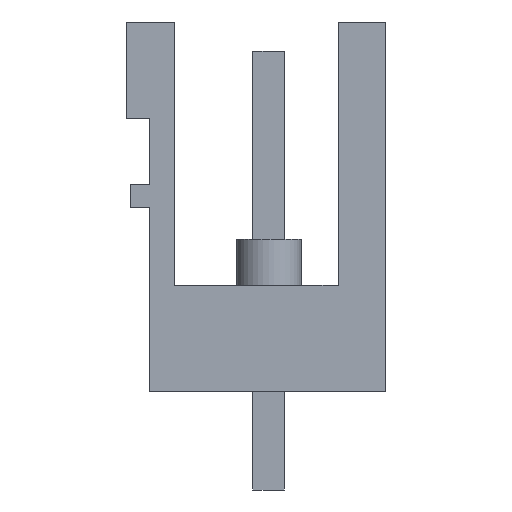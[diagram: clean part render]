
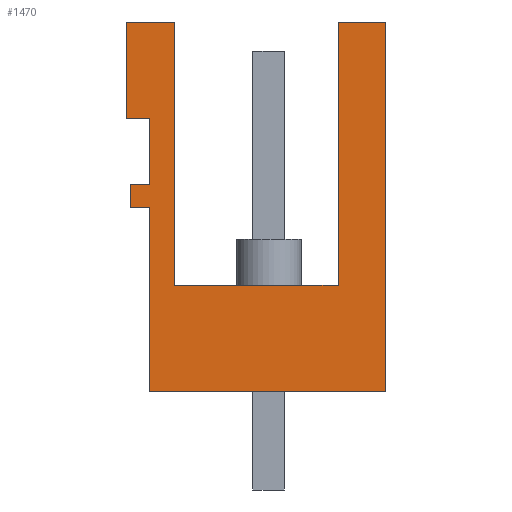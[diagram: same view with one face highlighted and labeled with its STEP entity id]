
A CAD part, left-side view. The second image highlights one B-rep face of the part: STEP entity #1470.
In plain terms, the highlighted planar face has unit normal (-1, 0, 0).
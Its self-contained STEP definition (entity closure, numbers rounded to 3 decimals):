
#1370=AXIS2_PLACEMENT_3D('Plane Axis2P3D',#1367,#1368,#1369) ;
#375=CARTESIAN_POINT('Vertex',(0.,7.68,3.2)) ;
#378=CARTESIAN_POINT('Line Origine',(0.,7.68,6.19)) ;
#382=CARTESIAN_POINT('Vertex',(0.,7.68,9.181)) ;
#1352=CARTESIAN_POINT('Vertex',(0.,0.,3.2)) ;
#1355=CARTESIAN_POINT('Line Origine',(0.,3.84,3.2)) ;
#1367=CARTESIAN_POINT('Axis2P3D Location',(0.,8.43,1.7)) ;
#1372=CARTESIAN_POINT('Line Origine',(0.,0.,9.2)) ;
#1376=CARTESIAN_POINT('Vertex',(0.,0.,15.2)) ;
#1379=CARTESIAN_POINT('Line Origine',(0.,0.775,15.2)) ;
#1383=CARTESIAN_POINT('Vertex',(0.,1.55,15.2)) ;
#1386=CARTESIAN_POINT('Line Origine',(0.,1.55,10.925)) ;
#1390=CARTESIAN_POINT('Vertex',(0.,1.55,6.65)) ;
#1393=CARTESIAN_POINT('Line Origine',(0.,4.207,6.65)) ;
#1397=CARTESIAN_POINT('Vertex',(0.,6.863,6.65)) ;
#1400=CARTESIAN_POINT('Line Origine',(0.,6.863,10.925)) ;
#1404=CARTESIAN_POINT('Vertex',(0.,6.863,15.2)) ;
#1407=CARTESIAN_POINT('Line Origine',(0.,7.647,15.2)) ;
#1411=CARTESIAN_POINT('Vertex',(0.,8.43,15.2)) ;
#1414=CARTESIAN_POINT('Line Origine',(0.,8.43,13.64)) ;
#1418=CARTESIAN_POINT('Vertex',(0.,8.43,12.08)) ;
#1421=CARTESIAN_POINT('Line Origine',(0.,8.055,12.08)) ;
#1425=CARTESIAN_POINT('Vertex',(0.,7.68,12.08)) ;
#1428=CARTESIAN_POINT('Line Origine',(0.,7.68,11.005)) ;
#1432=CARTESIAN_POINT('Vertex',(0.,7.68,9.93)) ;
#1435=CARTESIAN_POINT('Line Origine',(0.,7.99,9.93)) ;
#1439=CARTESIAN_POINT('Vertex',(0.,8.3,9.93)) ;
#1442=CARTESIAN_POINT('Line Origine',(0.,8.3,9.555)) ;
#1446=CARTESIAN_POINT('Vertex',(0.,8.3,9.181)) ;
#1449=CARTESIAN_POINT('Line Origine',(0.,7.99,9.181)) ;
#379=DIRECTION('Vector Direction',(0.,0.,-1.)) ;
#1356=DIRECTION('Vector Direction',(0.,-1.,0.)) ;
#1368=DIRECTION('Axis2P3D Direction',(-1.,0.,0.)) ;
#1369=DIRECTION('Axis2P3D XDirection',(0.,1.,0.)) ;
#1373=DIRECTION('Vector Direction',(0.,0.,1.)) ;
#1380=DIRECTION('Vector Direction',(0.,1.,0.)) ;
#1387=DIRECTION('Vector Direction',(0.,0.,-1.)) ;
#1394=DIRECTION('Vector Direction',(0.,1.,0.)) ;
#1401=DIRECTION('Vector Direction',(0.,0.,1.)) ;
#1408=DIRECTION('Vector Direction',(0.,1.,0.)) ;
#1415=DIRECTION('Vector Direction',(0.,0.,-1.)) ;
#1422=DIRECTION('Vector Direction',(0.,-1.,0.)) ;
#1429=DIRECTION('Vector Direction',(0.,0.,-1.)) ;
#1436=DIRECTION('Vector Direction',(0.,1.,0.)) ;
#1443=DIRECTION('Vector Direction',(0.,0.,-1.)) ;
#1450=DIRECTION('Vector Direction',(0.,-1.,0.)) ;
#380=VECTOR('Line Direction',#379,1.) ;
#1357=VECTOR('Line Direction',#1356,1.) ;
#1374=VECTOR('Line Direction',#1373,1.) ;
#1381=VECTOR('Line Direction',#1380,1.) ;
#1388=VECTOR('Line Direction',#1387,1.) ;
#1395=VECTOR('Line Direction',#1394,1.) ;
#1402=VECTOR('Line Direction',#1401,1.) ;
#1409=VECTOR('Line Direction',#1408,1.) ;
#1416=VECTOR('Line Direction',#1415,1.) ;
#1423=VECTOR('Line Direction',#1422,1.) ;
#1430=VECTOR('Line Direction',#1429,1.) ;
#1437=VECTOR('Line Direction',#1436,1.) ;
#1444=VECTOR('Line Direction',#1443,1.) ;
#1451=VECTOR('Line Direction',#1450,1.) ;
#1455=ORIENTED_EDGE('',*,*,#1378,.T.) ;
#1456=ORIENTED_EDGE('',*,*,#1385,.T.) ;
#1457=ORIENTED_EDGE('',*,*,#1392,.T.) ;
#1458=ORIENTED_EDGE('',*,*,#1399,.T.) ;
#1459=ORIENTED_EDGE('',*,*,#1406,.T.) ;
#1460=ORIENTED_EDGE('',*,*,#1413,.T.) ;
#1461=ORIENTED_EDGE('',*,*,#1420,.T.) ;
#1462=ORIENTED_EDGE('',*,*,#1427,.T.) ;
#1463=ORIENTED_EDGE('',*,*,#1434,.T.) ;
#1464=ORIENTED_EDGE('',*,*,#1441,.T.) ;
#1465=ORIENTED_EDGE('',*,*,#1448,.T.) ;
#1466=ORIENTED_EDGE('',*,*,#1453,.T.) ;
#1467=ORIENTED_EDGE('',*,*,#384,.T.) ;
#1468=ORIENTED_EDGE('',*,*,#1359,.T.) ;
#1470=ADVANCED_FACE('HOUSING',(#1469),#1371,.T.) ;
#384=EDGE_CURVE('',#383,#376,#381,.T.) ;
#1359=EDGE_CURVE('',#376,#1353,#1358,.T.) ;
#1378=EDGE_CURVE('',#1353,#1377,#1375,.T.) ;
#1385=EDGE_CURVE('',#1377,#1384,#1382,.T.) ;
#1392=EDGE_CURVE('',#1384,#1391,#1389,.T.) ;
#1399=EDGE_CURVE('',#1391,#1398,#1396,.T.) ;
#1406=EDGE_CURVE('',#1398,#1405,#1403,.T.) ;
#1413=EDGE_CURVE('',#1405,#1412,#1410,.T.) ;
#1420=EDGE_CURVE('',#1412,#1419,#1417,.T.) ;
#1427=EDGE_CURVE('',#1419,#1426,#1424,.T.) ;
#1434=EDGE_CURVE('',#1426,#1433,#1431,.T.) ;
#1441=EDGE_CURVE('',#1433,#1440,#1438,.T.) ;
#1448=EDGE_CURVE('',#1440,#1447,#1445,.T.) ;
#1453=EDGE_CURVE('',#1447,#383,#1452,.T.) ;
#1454=EDGE_LOOP('',(#1455,#1456,#1457,#1458,#1459,#1460,#1461,#1462,#1463,#1464,#1465,#1466,#1467,#1468)) ;
#1469=FACE_OUTER_BOUND('',#1454,.T.) ;
#381=LINE('Line',#378,#380) ;
#1358=LINE('Line',#1355,#1357) ;
#1375=LINE('Line',#1372,#1374) ;
#1382=LINE('Line',#1379,#1381) ;
#1389=LINE('Line',#1386,#1388) ;
#1396=LINE('Line',#1393,#1395) ;
#1403=LINE('Line',#1400,#1402) ;
#1410=LINE('Line',#1407,#1409) ;
#1417=LINE('Line',#1414,#1416) ;
#1424=LINE('Line',#1421,#1423) ;
#1431=LINE('Line',#1428,#1430) ;
#1438=LINE('Line',#1435,#1437) ;
#1445=LINE('Line',#1442,#1444) ;
#1452=LINE('Line',#1449,#1451) ;
#1371=PLANE('',#1370) ;
#376=VERTEX_POINT('',#375) ;
#383=VERTEX_POINT('',#382) ;
#1353=VERTEX_POINT('',#1352) ;
#1377=VERTEX_POINT('',#1376) ;
#1384=VERTEX_POINT('',#1383) ;
#1391=VERTEX_POINT('',#1390) ;
#1398=VERTEX_POINT('',#1397) ;
#1405=VERTEX_POINT('',#1404) ;
#1412=VERTEX_POINT('',#1411) ;
#1419=VERTEX_POINT('',#1418) ;
#1426=VERTEX_POINT('',#1425) ;
#1433=VERTEX_POINT('',#1432) ;
#1440=VERTEX_POINT('',#1439) ;
#1447=VERTEX_POINT('',#1446) ;
